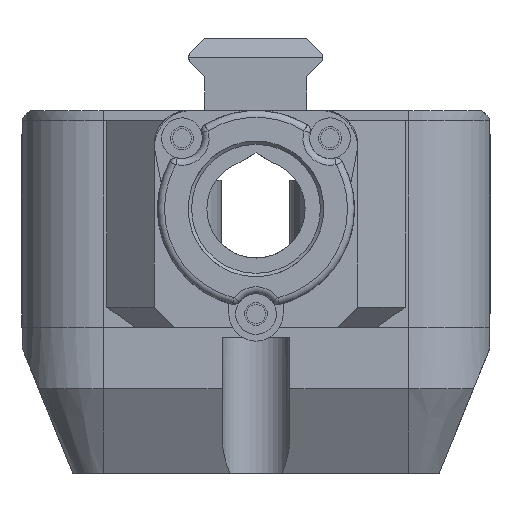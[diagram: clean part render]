
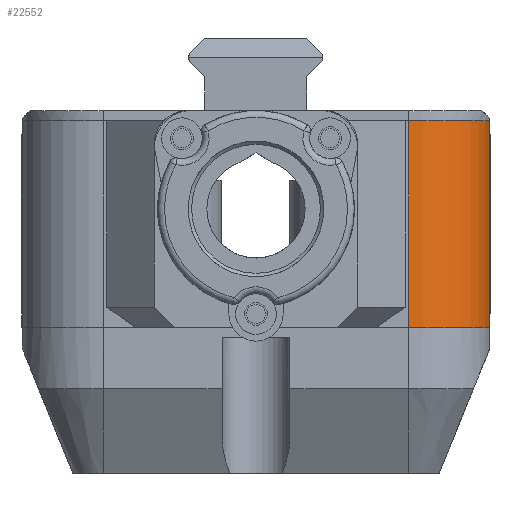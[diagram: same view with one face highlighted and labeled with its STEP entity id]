
A CAD part, front view. The second image highlights one B-rep face of the part: STEP entity #22552.
In plain terms, the highlighted cylindrical face has radius 12 mm (diameter 24 mm), a partial arc.
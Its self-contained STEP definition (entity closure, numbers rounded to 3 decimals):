
#1943=CIRCLE('',#23493,12.);
#1988=CIRCLE('',#23827,12.);
#2258=CYLINDRICAL_SURFACE('',#24021,12.);
#3471=FACE_OUTER_BOUND('',#4814,.T.);
#4814=EDGE_LOOP('',(#20636,#20637,#20638,#20639));
#6718=LINE('',#44682,#8598);
#6719=LINE('',#44684,#8599);
#8598=VECTOR('',#28705,10.);
#8599=VECTOR('',#28708,10.);
#9463=VERTEX_POINT('',#33925);
#9464=VERTEX_POINT('',#33927);
#10644=VERTEX_POINT('',#43939);
#10645=VERTEX_POINT('',#43941);
#12100=EDGE_CURVE('',#9463,#9464,#1943,.T.);
#13858=EDGE_CURVE('',#10645,#10644,#1988,.T.);
#14095=EDGE_CURVE('',#9463,#10645,#6718,.T.);
#14096=EDGE_CURVE('',#9464,#10644,#6719,.T.);
#20636=ORIENTED_EDGE('',*,*,#13858,.T.);
#20637=ORIENTED_EDGE('',*,*,#14096,.F.);
#20638=ORIENTED_EDGE('',*,*,#12100,.F.);
#20639=ORIENTED_EDGE('',*,*,#14095,.T.);
#22552=ADVANCED_FACE('',(#3471),#2258,.T.);
#23493=AXIS2_PLACEMENT_3D('',#33928,#26574,#26575);
#23827=AXIS2_PLACEMENT_3D('',#43942,#28209,#28210);
#24021=AXIS2_PLACEMENT_3D('',#44683,#28706,#28707);
#26574=DIRECTION('center_axis',(0.,0.,-1.));
#26575=DIRECTION('ref_axis',(1.,0.,0.));
#28209=DIRECTION('center_axis',(0.,0.,-1.));
#28210=DIRECTION('ref_axis',(0.,-1.,0.));
#28705=DIRECTION('',(0.,0.,1.));
#28706=DIRECTION('center_axis',(0.,0.,1.));
#28707=DIRECTION('ref_axis',(0.,-1.,0.));
#28708=DIRECTION('',(0.,0.,1.));
#33925=CARTESIAN_POINT('',(34.5,-40.,-4.5));
#33927=CARTESIAN_POINT('',(22.5,-52.,-4.5));
#33928=CARTESIAN_POINT('Origin',(22.5,-40.,-4.5));
#43939=CARTESIAN_POINT('',(22.5,-52.,26.));
#43941=CARTESIAN_POINT('',(34.5,-40.,26.));
#43942=CARTESIAN_POINT('Origin',(22.5,-40.,26.));
#44682=CARTESIAN_POINT('',(34.5,-40.,0.));
#44683=CARTESIAN_POINT('Origin',(22.5,-40.,0.));
#44684=CARTESIAN_POINT('',(22.5,-52.,0.));
